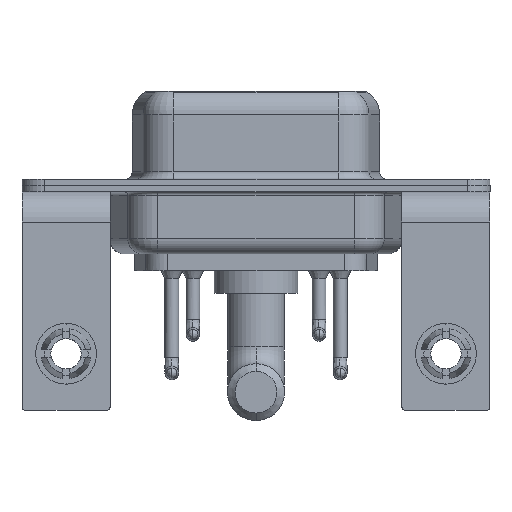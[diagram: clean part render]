
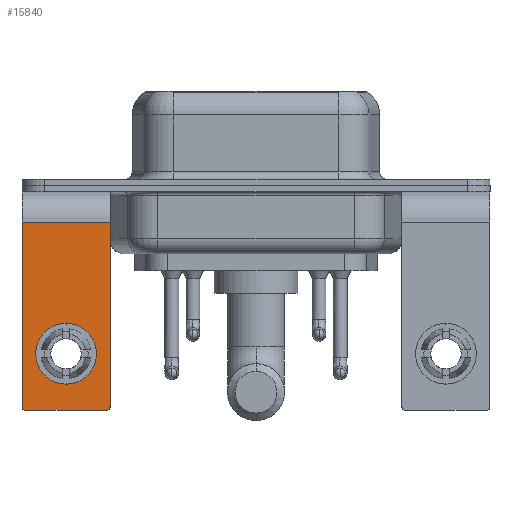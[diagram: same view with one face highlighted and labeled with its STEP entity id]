
A CAD part, front view. The second image highlights one B-rep face of the part: STEP entity #15840.
In plain terms, the highlighted planar face has unit normal (0, -1, 0).
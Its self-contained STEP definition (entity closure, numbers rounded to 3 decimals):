
#89 = ORIENTED_EDGE ( 'NONE', *, *, #1501, .T. ) ;
#96 = CIRCLE ( 'NONE', #7646, 0.25 ) ;
#271 = ORIENTED_EDGE ( 'NONE', *, *, #8484, .F. ) ;
#770 = VECTOR ( 'NONE', #12772, 1000. ) ;
#865 = FACE_BOUND ( 'NONE', #1933, .T. ) ;
#1493 = AXIS2_PLACEMENT_3D ( 'NONE', #2587, #17153, #5520 ) ;
#1501 = EDGE_CURVE ( 'NONE', #3810, #18464, #8042, .T. ) ;
#1650 = DIRECTION ( 'NONE',  ( 0., 0., 1. ) ) ;
#1726 = VERTEX_POINT ( 'NONE', #16051 ) ;
#1861 = DIRECTION ( 'NONE',  ( 0., 1., 0. ) ) ;
#1933 = EDGE_LOOP ( 'NONE', ( #3689, #17636 ) ) ;
#2056 = CARTESIAN_POINT ( 'NONE',  ( 2.9, -6.25, -2.4 ) ) ;
#2431 = LINE ( 'NONE', #2056, #10741 ) ;
#2443 = AXIS2_PLACEMENT_3D ( 'NONE', #13738, #6530, #13931 ) ;
#2587 = CARTESIAN_POINT ( 'NONE',  ( -2.65, -6.25, -14.55 ) ) ;
#2632 = AXIS2_PLACEMENT_3D ( 'NONE', #13129, #1861, #13407 ) ;
#3248 = EDGE_CURVE ( 'NONE', #7461, #11661, #2431, .T. ) ;
#3443 = CARTESIAN_POINT ( 'NONE',  ( -2.9, -6.25, -2.4 ) ) ;
#3633 = DIRECTION ( 'NONE',  ( 0., 0., 1. ) ) ;
#3689 = ORIENTED_EDGE ( 'NONE', *, *, #12298, .T. ) ;
#3778 = PLANE ( 'NONE',  #2443 ) ;
#3810 = VERTEX_POINT ( 'NONE', #3443 ) ;
#4654 = EDGE_CURVE ( 'NONE', #1726, #7848, #12672, .T. ) ;
#5520 = DIRECTION ( 'NONE',  ( 0., 0., 1. ) ) ;
#5746 = DIRECTION ( 'NONE',  ( -1., 0., 0. ) ) ;
#6097 = VERTEX_POINT ( 'NONE', #10485 ) ;
#6241 = CARTESIAN_POINT ( 'NONE',  ( 2.9, -6.25, -14.55 ) ) ;
#6530 = DIRECTION ( 'NONE',  ( 0., 1., 0. ) ) ;
#6795 = LINE ( 'NONE', #12771, #15975 ) ;
#7098 = ORIENTED_EDGE ( 'NONE', *, *, #7905, .T. ) ;
#7461 = VERTEX_POINT ( 'NONE', #13712 ) ;
#7646 = AXIS2_PLACEMENT_3D ( 'NONE', #7816, #13688, #3633 ) ;
#7816 = CARTESIAN_POINT ( 'NONE',  ( 2.65, -6.25, -14.55 ) ) ;
#7848 = VERTEX_POINT ( 'NONE', #7909 ) ;
#7905 = EDGE_CURVE ( 'NONE', #6097, #11661, #96, .T. ) ;
#7909 = CARTESIAN_POINT ( 'NONE',  ( 0., -6.25, -13.07 ) ) ;
#8042 = LINE ( 'NONE', #13815, #770 ) ;
#8484 = EDGE_CURVE ( 'NONE', #6097, #15984, #12306, .T. ) ;
#9038 = DIRECTION ( 'NONE',  ( 0., 1., 0. ) ) ;
#10485 = CARTESIAN_POINT ( 'NONE',  ( 2.65, -6.25, -14.8 ) ) ;
#10554 = AXIS2_PLACEMENT_3D ( 'NONE', #16221, #9038, #1650 ) ;
#10741 = VECTOR ( 'NONE', #13793, 1000. ) ;
#10792 = CIRCLE ( 'NONE', #2632, 2. ) ;
#10910 = ORIENTED_EDGE ( 'NONE', *, *, #13458, .T. ) ;
#11279 = VECTOR ( 'NONE', #13920, 1000. ) ;
#11562 = CARTESIAN_POINT ( 'NONE',  ( -2.9, -6.25, -14.55 ) ) ;
#11661 = VERTEX_POINT ( 'NONE', #6241 ) ;
#12222 = EDGE_LOOP ( 'NONE', ( #89, #15489, #271, #7098, #18693, #10910 ) ) ;
#12298 = EDGE_CURVE ( 'NONE', #7848, #1726, #10792, .T. ) ;
#12306 = LINE ( 'NONE', #13729, #11279 ) ;
#12672 = CIRCLE ( 'NONE', #10554, 2. ) ;
#12771 = CARTESIAN_POINT ( 'NONE',  ( 2.9, -6.25, -2.4 ) ) ;
#12772 = DIRECTION ( 'NONE',  ( 0., 0., -1. ) ) ;
#13129 = CARTESIAN_POINT ( 'NONE',  ( 0., -6.25, -11.07 ) ) ;
#13407 = DIRECTION ( 'NONE',  ( 0., 0., 1. ) ) ;
#13458 = EDGE_CURVE ( 'NONE', #7461, #3810, #6795, .T. ) ;
#13688 = DIRECTION ( 'NONE',  ( 0., -1., 0. ) ) ;
#13712 = CARTESIAN_POINT ( 'NONE',  ( 2.9, -6.25, -2.4 ) ) ;
#13729 = CARTESIAN_POINT ( 'NONE',  ( 2.9, -6.25, -14.8 ) ) ;
#13738 = CARTESIAN_POINT ( 'NONE',  ( 2.9, -6.25, -2.4 ) ) ;
#13793 = DIRECTION ( 'NONE',  ( 0., 0., -1. ) ) ;
#13815 = CARTESIAN_POINT ( 'NONE',  ( -2.9, -6.25, -2.4 ) ) ;
#13920 = DIRECTION ( 'NONE',  ( -1., 0., 0. ) ) ;
#13931 = DIRECTION ( 'NONE',  ( 0., 0., 1. ) ) ;
#14240 = EDGE_CURVE ( 'NONE', #18464, #15984, #16297, .T. ) ;
#14931 = CARTESIAN_POINT ( 'NONE',  ( -2.65, -6.25, -14.8 ) ) ;
#15489 = ORIENTED_EDGE ( 'NONE', *, *, #14240, .T. ) ;
#15840 = ADVANCED_FACE ( 'NONE', ( #865, #16471 ), #3778, .F. ) ;
#15975 = VECTOR ( 'NONE', #5746, 1000. ) ;
#15984 = VERTEX_POINT ( 'NONE', #14931 ) ;
#16051 = CARTESIAN_POINT ( 'NONE',  ( 0., -6.25, -9.07 ) ) ;
#16221 = CARTESIAN_POINT ( 'NONE',  ( 0., -6.25, -11.07 ) ) ;
#16297 = CIRCLE ( 'NONE', #1493, 0.25 ) ;
#16471 = FACE_OUTER_BOUND ( 'NONE', #12222, .T. ) ;
#17153 = DIRECTION ( 'NONE',  ( 0., -1., 0. ) ) ;
#17636 = ORIENTED_EDGE ( 'NONE', *, *, #4654, .T. ) ;
#18464 = VERTEX_POINT ( 'NONE', #11562 ) ;
#18693 = ORIENTED_EDGE ( 'NONE', *, *, #3248, .F. ) ;
